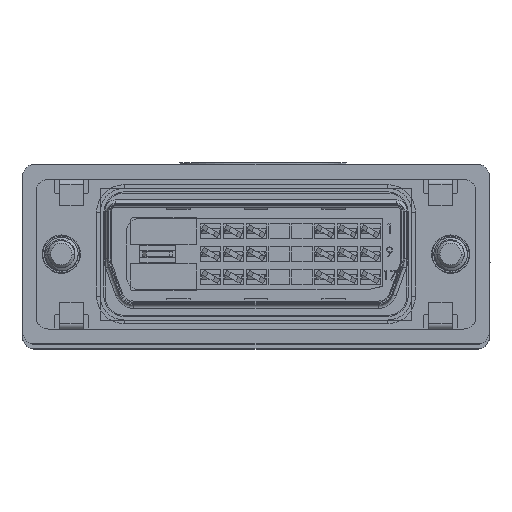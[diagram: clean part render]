
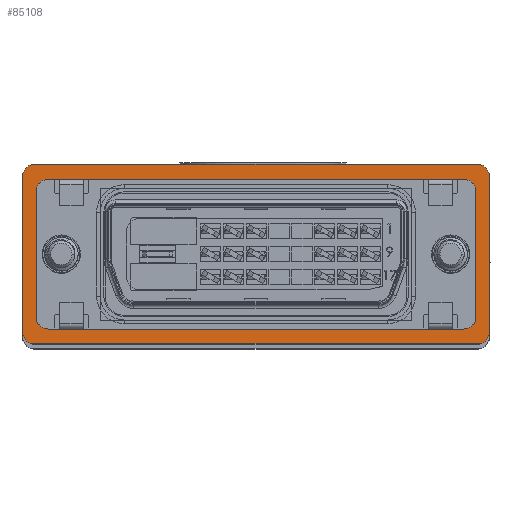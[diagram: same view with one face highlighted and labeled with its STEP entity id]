
A CAD part, top view. The second image highlights one B-rep face of the part: STEP entity #85108.
In plain terms, the highlighted planar face has unit normal (0, 0, 1).
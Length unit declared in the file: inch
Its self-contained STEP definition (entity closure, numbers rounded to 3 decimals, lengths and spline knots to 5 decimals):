
#1853 = DIRECTION ( 'NONE',  ( 0., 0., 1. ) ) ;
#1944 = VECTOR ( 'NONE', #44747, 39.37008 ) ;
#3455 = VECTOR ( 'NONE', #64713, 39.37008 ) ;
#3892 = VERTEX_POINT ( 'NONE', #47455 ) ;
#4130 = ORIENTED_EDGE ( 'NONE', *, *, #63914, .F. ) ;
#5402 = LINE ( 'NONE', #36736, #47255 ) ;
#5583 = DIRECTION ( 'NONE',  ( -1., 0., 0. ) ) ;
#6516 = LINE ( 'NONE', #8959, #28249 ) ;
#7819 = VERTEX_POINT ( 'NONE', #67600 ) ;
#8959 = CARTESIAN_POINT ( 'NONE',  ( 0.76772, 0.29528, 0. ) ) ;
#9096 = VERTEX_POINT ( 'NONE', #53319 ) ;
#9236 = EDGE_CURVE ( 'NONE', #9096, #7819, #64787, .T. ) ;
#9315 = VERTEX_POINT ( 'NONE', #48527 ) ;
#11256 = CARTESIAN_POINT ( 'NONE',  ( 0.68244, 0.20606, 0. ) ) ;
#11517 = CARTESIAN_POINT ( 'NONE',  ( -0.76772, -0.25528, 0. ) ) ;
#13621 = CIRCLE ( 'NONE', #98839, 0.04 ) ;
#14556 = LINE ( 'NONE', #67539, #25374 ) ;
#14636 = FACE_BOUND ( 'NONE', #117672, .T. ) ;
#16206 = ORIENTED_EDGE ( 'NONE', *, *, #85045, .F. ) ;
#16606 = ORIENTED_EDGE ( 'NONE', *, *, #9236, .T. ) ;
#16763 = DIRECTION ( 'NONE',  ( 0., 0., 1. ) ) ;
#17812 = CARTESIAN_POINT ( 'NONE',  ( -0.68244, 0.24606, 0. ) ) ;
#19671 = EDGE_CURVE ( 'NONE', #9315, #76295, #14556, .T. ) ;
#20411 = DIRECTION ( 'NONE',  ( -1., 0., 0. ) ) ;
#21369 = DIRECTION ( 'NONE',  ( 1., 0., 0. ) ) ;
#23102 = CARTESIAN_POINT ( 'NONE',  ( -0.76772, 0.29528, 0. ) ) ;
#23137 = CARTESIAN_POINT ( 'NONE',  ( 0.68244, -0.24606, 0. ) ) ;
#23690 = AXIS2_PLACEMENT_3D ( 'NONE', #96093, #45887, #116089 ) ;
#24033 = ORIENTED_EDGE ( 'NONE', *, *, #19671, .T. ) ;
#24073 = CARTESIAN_POINT ( 'NONE',  ( -0.68244, -0.24606, 0. ) ) ;
#24773 = CARTESIAN_POINT ( 'NONE',  ( -0.72772, -0.25528, 0. ) ) ;
#24795 = ORIENTED_EDGE ( 'NONE', *, *, #65070, .T. ) ;
#25374 = VECTOR ( 'NONE', #106991, 39.37008 ) ;
#25463 = DIRECTION ( 'NONE',  ( 0., 1., 0. ) ) ;
#25831 = ORIENTED_EDGE ( 'NONE', *, *, #72871, .F. ) ;
#28249 = VECTOR ( 'NONE', #119094, 39.37008 ) ;
#29283 = CARTESIAN_POINT ( 'NONE',  ( 0.68244, -0.20606, 0. ) ) ;
#33429 = DIRECTION ( 'NONE',  ( 0., 0., 1. ) ) ;
#33493 = DIRECTION ( 'NONE',  ( -1., 0., 0. ) ) ;
#33733 = AXIS2_PLACEMENT_3D ( 'NONE', #76165, #16763, #86211 ) ;
#34899 = ORIENTED_EDGE ( 'NONE', *, *, #95509, .F. ) ;
#34940 = VERTEX_POINT ( 'NONE', #96511 ) ;
#35624 = AXIS2_PLACEMENT_3D ( 'NONE', #11256, #70269, #20411 ) ;
#36736 = CARTESIAN_POINT ( 'NONE',  ( 0.72244, 0.20606, 0. ) ) ;
#37044 = CARTESIAN_POINT ( 'NONE',  ( -0.76772, 0.25528, 0. ) ) ;
#38474 = EDGE_LOOP ( 'NONE', ( #24033, #45977, #74067, #24795, #16606, #76755, #110003, #38897 ) ) ;
#38669 = CIRCLE ( 'NONE', #48271, 0.04 ) ;
#38861 = DIRECTION ( 'NONE',  ( 1., 0., 0. ) ) ;
#38897 = ORIENTED_EDGE ( 'NONE', *, *, #64633, .T. ) ;
#38934 = DIRECTION ( 'NONE',  ( 1., 0., 0. ) ) ;
#40664 = EDGE_CURVE ( 'NONE', #61655, #114647, #112617, .T. ) ;
#41076 = VERTEX_POINT ( 'NONE', #61902 ) ;
#44066 = EDGE_CURVE ( 'NONE', #112886, #96701, #6516, .T. ) ;
#44145 = FACE_OUTER_BOUND ( 'NONE', #38474, .T. ) ;
#44747 = DIRECTION ( 'NONE',  ( 0., -1., 0. ) ) ;
#44962 = CIRCLE ( 'NONE', #53162, 0.04 ) ;
#45887 = DIRECTION ( 'NONE',  ( 0., 0., 1. ) ) ;
#45918 = EDGE_CURVE ( 'NONE', #7819, #100978, #62110, .T. ) ;
#45977 = ORIENTED_EDGE ( 'NONE', *, *, #114991, .T. ) ;
#47255 = VECTOR ( 'NONE', #25463, 39.37008 ) ;
#47300 = VERTEX_POINT ( 'NONE', #11517 ) ;
#47455 = CARTESIAN_POINT ( 'NONE',  ( 0.72244, 0.20606, 0. ) ) ;
#48271 = AXIS2_PLACEMENT_3D ( 'NONE', #105207, #86220, #57028 ) ;
#48527 = CARTESIAN_POINT ( 'NONE',  ( -0.72772, -0.29528, 0. ) ) ;
#50728 = LINE ( 'NONE', #104179, #63085 ) ;
#50875 = EDGE_CURVE ( 'NONE', #34940, #61655, #50728, .T. ) ;
#53162 = AXIS2_PLACEMENT_3D ( 'NONE', #24773, #33429, #64611 ) ;
#53319 = CARTESIAN_POINT ( 'NONE',  ( 0.72772, 0.29528, 0. ) ) ;
#53854 = EDGE_CURVE ( 'NONE', #114647, #41076, #121371, .T. ) ;
#55586 = CARTESIAN_POINT ( 'NONE',  ( -0.72244, 0.20606, 0. ) ) ;
#56113 = CIRCLE ( 'NONE', #35624, 0.04 ) ;
#57028 = DIRECTION ( 'NONE',  ( 1., 0., 0. ) ) ;
#57074 = VECTOR ( 'NONE', #5583, 39.37008 ) ;
#57878 = DIRECTION ( 'NONE',  ( 0., 0., 1. ) ) ;
#61655 = VERTEX_POINT ( 'NONE', #17812 ) ;
#61902 = CARTESIAN_POINT ( 'NONE',  ( -0.72244, -0.20606, 0. ) ) ;
#62110 = CIRCLE ( 'NONE', #33733, 0.04 ) ;
#63085 = VECTOR ( 'NONE', #33493, 39.37008 ) ;
#63731 = CARTESIAN_POINT ( 'NONE',  ( 0.76772, -0.25528, 0. ) ) ;
#63914 = EDGE_CURVE ( 'NONE', #104712, #99837, #96340, .T. ) ;
#64611 = DIRECTION ( 'NONE',  ( 1., 0., 0. ) ) ;
#64633 = EDGE_CURVE ( 'NONE', #47300, #9315, #44962, .T. ) ;
#64713 = DIRECTION ( 'NONE',  ( 0., -1., 0. ) ) ;
#64787 = LINE ( 'NONE', #114866, #57074 ) ;
#65070 = EDGE_CURVE ( 'NONE', #96701, #9096, #38669, .T. ) ;
#67403 = LINE ( 'NONE', #106378, #110817 ) ;
#67539 = CARTESIAN_POINT ( 'NONE',  ( -0.76772, -0.29528, 0. ) ) ;
#67600 = CARTESIAN_POINT ( 'NONE',  ( -0.72772, 0.29528, 0. ) ) ;
#68831 = ORIENTED_EDGE ( 'NONE', *, *, #53854, .F. ) ;
#69155 = AXIS2_PLACEMENT_3D ( 'NONE', #108042, #1853, #118000 ) ;
#70269 = DIRECTION ( 'NONE',  ( 0., 0., 1. ) ) ;
#72871 = EDGE_CURVE ( 'NONE', #41076, #94833, #105861, .T. ) ;
#74067 = ORIENTED_EDGE ( 'NONE', *, *, #44066, .T. ) ;
#75639 = PLANE ( 'NONE',  #23690 ) ;
#76165 = CARTESIAN_POINT ( 'NONE',  ( -0.72772, 0.25528, 0. ) ) ;
#76255 = CARTESIAN_POINT ( 'NONE',  ( -0.72244, 0.20606, 0. ) ) ;
#76295 = VERTEX_POINT ( 'NONE', #127196 ) ;
#76755 = ORIENTED_EDGE ( 'NONE', *, *, #45918, .T. ) ;
#79499 = DIRECTION ( 'NONE',  ( 0., 0., 1. ) ) ;
#80754 = CARTESIAN_POINT ( 'NONE',  ( -0.68244, 0.20606, 0. ) ) ;
#84532 = EDGE_CURVE ( 'NONE', #99837, #3892, #5402, .T. ) ;
#85045 = EDGE_CURVE ( 'NONE', #94833, #104712, #67403, .T. ) ;
#85108 = ADVANCED_FACE ( 'NONE', ( #14636, #44145 ), #75639, .T. ) ;
#86211 = DIRECTION ( 'NONE',  ( 1., 0., 0. ) ) ;
#86220 = DIRECTION ( 'NONE',  ( 0., 0., 1. ) ) ;
#87932 = CARTESIAN_POINT ( 'NONE',  ( 0.72772, -0.25528, 0. ) ) ;
#90458 = ORIENTED_EDGE ( 'NONE', *, *, #84532, .F. ) ;
#94833 = VERTEX_POINT ( 'NONE', #24073 ) ;
#95103 = EDGE_CURVE ( 'NONE', #100978, #47300, #104305, .T. ) ;
#95509 = EDGE_CURVE ( 'NONE', #3892, #34940, #56113, .T. ) ;
#96093 = CARTESIAN_POINT ( 'NONE',  ( 0., 0., 0. ) ) ;
#96340 = CIRCLE ( 'NONE', #120437, 0.04 ) ;
#96511 = CARTESIAN_POINT ( 'NONE',  ( 0.68244, 0.24606, 0. ) ) ;
#96701 = VERTEX_POINT ( 'NONE', #111622 ) ;
#98839 = AXIS2_PLACEMENT_3D ( 'NONE', #87932, #57878, #38861 ) ;
#99837 = VERTEX_POINT ( 'NONE', #107284 ) ;
#100978 = VERTEX_POINT ( 'NONE', #37044 ) ;
#104179 = CARTESIAN_POINT ( 'NONE',  ( -0.68244, 0.24606, 0. ) ) ;
#104305 = LINE ( 'NONE', #23102, #1944 ) ;
#104712 = VERTEX_POINT ( 'NONE', #23137 ) ;
#105207 = CARTESIAN_POINT ( 'NONE',  ( 0.72772, 0.25528, 0. ) ) ;
#105370 = ORIENTED_EDGE ( 'NONE', *, *, #40664, .F. ) ;
#105861 = CIRCLE ( 'NONE', #69155, 0.04 ) ;
#106346 = AXIS2_PLACEMENT_3D ( 'NONE', #80754, #79499, #21369 ) ;
#106378 = CARTESIAN_POINT ( 'NONE',  ( -0.68244, -0.24606, 0. ) ) ;
#106991 = DIRECTION ( 'NONE',  ( 1., 0., 0. ) ) ;
#107284 = CARTESIAN_POINT ( 'NONE',  ( 0.72244, -0.20606, 0. ) ) ;
#108042 = CARTESIAN_POINT ( 'NONE',  ( -0.68244, -0.20606, 0. ) ) ;
#110003 = ORIENTED_EDGE ( 'NONE', *, *, #95103, .T. ) ;
#110817 = VECTOR ( 'NONE', #116326, 39.37008 ) ;
#111622 = CARTESIAN_POINT ( 'NONE',  ( 0.76772, 0.25528, 0. ) ) ;
#112617 = CIRCLE ( 'NONE', #106346, 0.04 ) ;
#112886 = VERTEX_POINT ( 'NONE', #63731 ) ;
#114647 = VERTEX_POINT ( 'NONE', #76255 ) ;
#114866 = CARTESIAN_POINT ( 'NONE',  ( -0.76772, 0.29528, 0. ) ) ;
#114991 = EDGE_CURVE ( 'NONE', #76295, #112886, #13621, .T. ) ;
#116089 = DIRECTION ( 'NONE',  ( 1., 0., 0. ) ) ;
#116326 = DIRECTION ( 'NONE',  ( 1., 0., 0. ) ) ;
#117672 = EDGE_LOOP ( 'NONE', ( #4130, #16206, #25831, #68831, #105370, #128246, #34899, #90458 ) ) ;
#117802 = DIRECTION ( 'NONE',  ( 0., 0., 1. ) ) ;
#118000 = DIRECTION ( 'NONE',  ( 1., 0., 0. ) ) ;
#119094 = DIRECTION ( 'NONE',  ( 0., 1., 0. ) ) ;
#120437 = AXIS2_PLACEMENT_3D ( 'NONE', #29283, #117802, #38934 ) ;
#121371 = LINE ( 'NONE', #55586, #3455 ) ;
#127196 = CARTESIAN_POINT ( 'NONE',  ( 0.72772, -0.29528, 0. ) ) ;
#128246 = ORIENTED_EDGE ( 'NONE', *, *, #50875, .F. ) ;
